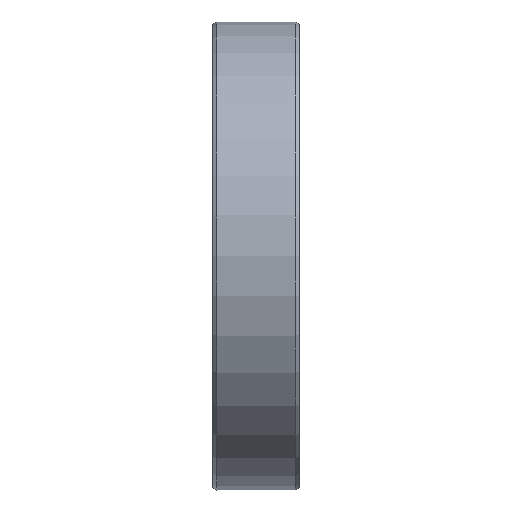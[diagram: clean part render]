
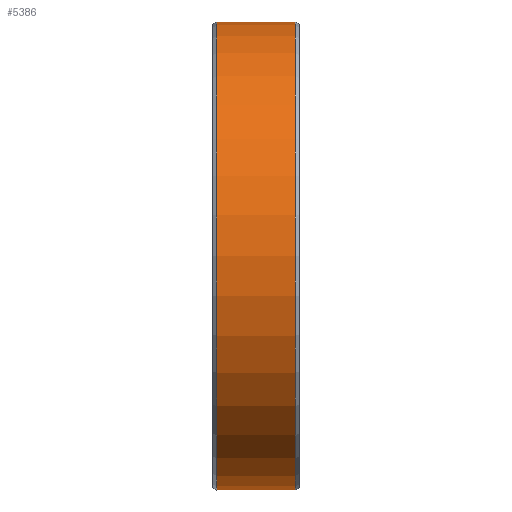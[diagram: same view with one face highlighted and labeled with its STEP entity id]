
A CAD part, top view. The second image highlights one B-rep face of the part: STEP entity #5386.
In plain terms, the highlighted cylindrical face has radius 70 mm (diameter 140 mm), a partial arc.
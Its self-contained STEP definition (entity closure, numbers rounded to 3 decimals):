
#4947=CARTESIAN_POINT('',(-11.8,0.,0.));
#4948=DIRECTION('',(1.,0.,0.));
#4949=DIRECTION('',(0.,1.,0.));
#4950=AXIS2_PLACEMENT_3D('',#4947,#4948,#4949);
#4952=CARTESIAN_POINT('',(-11.8,0.,0.));
#4953=DIRECTION('',(1.,0.,0.));
#4954=DIRECTION('',(0.,0.,1.));
#4955=AXIS2_PLACEMENT_3D('',#4952,#4953,#4954);
#4961=DIRECTION('',(-1.,0.,0.));
#4962=VECTOR('',#4961,23.6);
#4963=CARTESIAN_POINT('',(11.8,-70.,0.));
#4964=LINE('',#4963,#4962);
#4965=CARTESIAN_POINT('',(11.8,0.,0.));
#4966=DIRECTION('',(-1.,0.,0.));
#4967=DIRECTION('',(0.,-1.,0.));
#4968=AXIS2_PLACEMENT_3D('',#4965,#4966,#4967);
#4970=CARTESIAN_POINT('',(11.8,0.,0.));
#4971=DIRECTION('',(-1.,0.,0.));
#4972=DIRECTION('',(0.,0.,1.));
#4973=AXIS2_PLACEMENT_3D('',#4970,#4971,#4972);
#5033=DIRECTION('',(-1.,0.,0.));
#5034=VECTOR('',#5033,23.6);
#5035=CARTESIAN_POINT('',(11.8,70.,0.));
#5036=LINE('',#5035,#5034);
#5229=CARTESIAN_POINT('',(-11.8,-70.,0.));
#5230=VERTEX_POINT('',#5229);
#5232=CARTESIAN_POINT('',(-11.8,70.,0.));
#5234=VERTEX_POINT('',#5232);
#5235=CARTESIAN_POINT('',(-11.8,0.,70.));
#5236=VERTEX_POINT('',#5235);
#5237=CARTESIAN_POINT('',(11.8,0.,70.));
#5238=CARTESIAN_POINT('',(11.8,70.,0.));
#5239=VERTEX_POINT('',#5237);
#5240=VERTEX_POINT('',#5238);
#5241=CARTESIAN_POINT('',(11.8,-70.,0.));
#5242=VERTEX_POINT('',#5241);
#5369=CARTESIAN_POINT('',(-13.,0.,0.));
#5370=DIRECTION('',(1.,0.,0.));
#5371=DIRECTION('',(0.,-1.,0.));
#5372=AXIS2_PLACEMENT_3D('',#5369,#5370,#5371);
#5373=CYLINDRICAL_SURFACE('',#5372,70.);
#5375=ORIENTED_EDGE('',*,*,#5374,.F.);
#5377=ORIENTED_EDGE('',*,*,#5376,.F.);
#5379=ORIENTED_EDGE('',*,*,#5378,.T.);
#5380=ORIENTED_EDGE('',*,*,#5363,.F.);
#5381=ORIENTED_EDGE('',*,*,#5361,.F.);
#5383=ORIENTED_EDGE('',*,*,#5382,.F.);
#5384=EDGE_LOOP('',(#5375,#5377,#5379,#5380,#5381,#5383));
#5385=FACE_OUTER_BOUND('',#5384,.F.);
#4951=CIRCLE('',#4950,70.);
#4956=CIRCLE('',#4955,70.);
#4969=CIRCLE('',#4968,70.);
#4974=CIRCLE('',#4973,70.);
#5361=EDGE_CURVE('',#5234,#5236,#4951,.T.);
#5363=EDGE_CURVE('',#5236,#5230,#4956,.T.);
#5374=EDGE_CURVE('',#5239,#5240,#4974,.T.);
#5376=EDGE_CURVE('',#5242,#5239,#4969,.T.);
#5378=EDGE_CURVE('',#5242,#5230,#4964,.T.);
#5382=EDGE_CURVE('',#5240,#5234,#5036,.T.);
#5386=ADVANCED_FACE('',(#5385),#5373,.T.);
